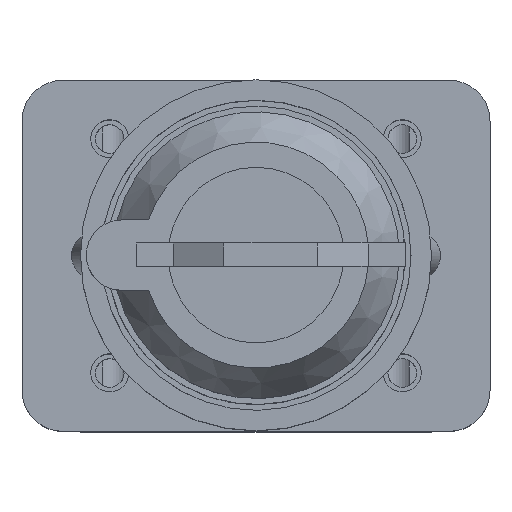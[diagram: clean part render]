
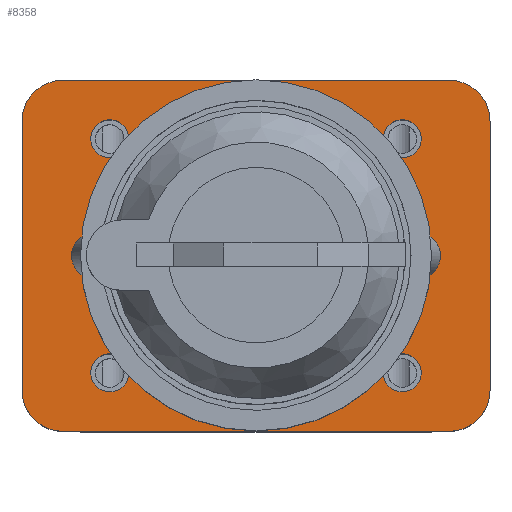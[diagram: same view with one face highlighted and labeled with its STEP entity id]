
A CAD part, top view. The second image highlights one B-rep face of the part: STEP entity #8358.
In plain terms, the highlighted planar face has unit normal (0, 0, 1).
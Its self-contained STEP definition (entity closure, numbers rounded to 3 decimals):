
#671=LINE('',#11457,#1481);
#677=LINE('',#11477,#1487);
#680=LINE('',#11485,#1490);
#682=LINE('',#11491,#1492);
#1481=VECTOR('',#9481,33.);
#1487=VECTOR('',#9501,23.);
#1490=VECTOR('',#9510,33.);
#1492=VECTOR('',#9518,23.);
#2294=PLANE('',#8870);
#2635=FACE_BOUND('',#3251,.T.);
#2636=FACE_BOUND('',#3252,.T.);
#2637=FACE_BOUND('',#3253,.T.);
#2638=FACE_BOUND('',#3254,.T.);
#2639=FACE_BOUND('',#3255,.T.);
#2640=FACE_BOUND('',#3256,.T.);
#2641=FACE_BOUND('',#3257,.T.);
#2642=FACE_BOUND('',#3258,.T.);
#2769=ELLIPSE('',#8828,2.071,2.);
#2770=ELLIPSE('',#8834,2.071,2.);
#3251=EDGE_LOOP('',(#6005));
#3252=EDGE_LOOP('',(#6006));
#3253=EDGE_LOOP('',(#6007));
#3254=EDGE_LOOP('',(#6008));
#3255=EDGE_LOOP('',(#6009));
#3256=EDGE_LOOP('',(#6010));
#3257=EDGE_LOOP('',(#6011));
#3258=EDGE_LOOP('',(#6012,#6013,#6014,#6015,#6016,#6017,#6018,#6019));
#3817=CIRCLE('',#8840,1.625);
#3819=CIRCLE('',#8843,1.625);
#3821=CIRCLE('',#8846,1.625);
#3823=CIRCLE('',#8849,1.625);
#3825=CIRCLE('',#8852,11.25);
#3826=CIRCLE('',#8854,3.5);
#3831=CIRCLE('',#8862,3.5);
#3832=CIRCLE('',#8865,3.5);
#3833=CIRCLE('',#8868,3.5);
#3988=VERTEX_POINT('',#11403);
#3991=VERTEX_POINT('',#11412);
#3994=VERTEX_POINT('',#11421);
#3996=VERTEX_POINT('',#11426);
#3998=VERTEX_POINT('',#11431);
#4000=VERTEX_POINT('',#11436);
#4002=VERTEX_POINT('',#11441);
#4003=VERTEX_POINT('',#11444);
#4004=VERTEX_POINT('',#11445);
#4008=VERTEX_POINT('',#11455);
#4014=VERTEX_POINT('',#11471);
#4015=VERTEX_POINT('',#11475);
#4016=VERTEX_POINT('',#11479);
#4017=VERTEX_POINT('',#11483);
#4018=VERTEX_POINT('',#11487);
#4774=EDGE_CURVE('',#3988,#3988,#2769,.T.);
#4777=EDGE_CURVE('',#3991,#3991,#2770,.T.);
#4780=EDGE_CURVE('',#3994,#3994,#3817,.T.);
#4782=EDGE_CURVE('',#3996,#3996,#3819,.T.);
#4784=EDGE_CURVE('',#3998,#3998,#3821,.T.);
#4786=EDGE_CURVE('',#4000,#4000,#3823,.T.);
#4788=EDGE_CURVE('',#4002,#4002,#3825,.T.);
#4789=EDGE_CURVE('',#4003,#4004,#3826,.T.);
#4795=EDGE_CURVE('',#4008,#4003,#671,.T.);
#4802=EDGE_CURVE('',#4014,#4008,#3831,.T.);
#4805=EDGE_CURVE('',#4015,#4014,#677,.T.);
#4806=EDGE_CURVE('',#4016,#4015,#3832,.T.);
#4809=EDGE_CURVE('',#4017,#4016,#680,.T.);
#4810=EDGE_CURVE('',#4018,#4017,#3833,.T.);
#4812=EDGE_CURVE('',#4004,#4018,#682,.T.);
#6005=ORIENTED_EDGE('',*,*,#4774,.T.);
#6006=ORIENTED_EDGE('',*,*,#4777,.T.);
#6007=ORIENTED_EDGE('',*,*,#4780,.T.);
#6008=ORIENTED_EDGE('',*,*,#4782,.T.);
#6009=ORIENTED_EDGE('',*,*,#4784,.T.);
#6010=ORIENTED_EDGE('',*,*,#4786,.T.);
#6011=ORIENTED_EDGE('',*,*,#4788,.T.);
#6012=ORIENTED_EDGE('',*,*,#4789,.F.);
#6013=ORIENTED_EDGE('',*,*,#4795,.F.);
#6014=ORIENTED_EDGE('',*,*,#4802,.F.);
#6015=ORIENTED_EDGE('',*,*,#4805,.F.);
#6016=ORIENTED_EDGE('',*,*,#4806,.F.);
#6017=ORIENTED_EDGE('',*,*,#4809,.F.);
#6018=ORIENTED_EDGE('',*,*,#4810,.F.);
#6019=ORIENTED_EDGE('',*,*,#4812,.F.);
#8358=ADVANCED_FACE('',(#2635,#2636,#2637,#2638,#2639,#2640,#2641,#2642),
#2294,.T.);
#8828=AXIS2_PLACEMENT_3D('',#11404,#9419,#9420);
#8834=AXIS2_PLACEMENT_3D('',#11413,#9431,#9432);
#8840=AXIS2_PLACEMENT_3D('',#11422,#9443,#9444);
#8843=AXIS2_PLACEMENT_3D('',#11427,#9449,#9450);
#8846=AXIS2_PLACEMENT_3D('',#11432,#9455,#9456);
#8849=AXIS2_PLACEMENT_3D('',#11437,#9461,#9462);
#8852=AXIS2_PLACEMENT_3D('',#11442,#9467,#9468);
#8854=AXIS2_PLACEMENT_3D('',#11446,#9471,#9472);
#8862=AXIS2_PLACEMENT_3D('',#11472,#9495,#9496);
#8865=AXIS2_PLACEMENT_3D('',#11480,#9504,#9505);
#8868=AXIS2_PLACEMENT_3D('',#11488,#9513,#9514);
#8870=AXIS2_PLACEMENT_3D('',#11492,#9519,#9520);
#9419=DIRECTION('center_axis',(0.,0.,-1.));
#9420=DIRECTION('ref_axis',(-1.,0.,0.));
#9431=DIRECTION('center_axis',(0.,0.,-1.));
#9432=DIRECTION('ref_axis',(1.,0.,0.));
#9443=DIRECTION('center_axis',(0.,0.,-1.));
#9444=DIRECTION('ref_axis',(1.,0.,0.));
#9449=DIRECTION('center_axis',(0.,0.,-1.));
#9450=DIRECTION('ref_axis',(1.,0.,0.));
#9455=DIRECTION('center_axis',(0.,0.,-1.));
#9456=DIRECTION('ref_axis',(1.,0.,0.));
#9461=DIRECTION('center_axis',(0.,0.,-1.));
#9462=DIRECTION('ref_axis',(1.,0.,0.));
#9467=DIRECTION('center_axis',(0.,0.,-1.));
#9468=DIRECTION('ref_axis',(-1.,0.,0.));
#9471=DIRECTION('center_axis',(0.,0.,-1.));
#9472=DIRECTION('ref_axis',(-0.707,-0.707,0.));
#9481=DIRECTION('',(-1.,0.,0.));
#9495=DIRECTION('center_axis',(0.,0.,-1.));
#9496=DIRECTION('ref_axis',(0.707,-0.707,0.));
#9501=DIRECTION('',(0.,-1.,0.));
#9504=DIRECTION('center_axis',(0.,0.,-1.));
#9505=DIRECTION('ref_axis',(0.707,0.707,0.));
#9510=DIRECTION('',(1.,0.,0.));
#9513=DIRECTION('center_axis',(0.,0.,-1.));
#9514=DIRECTION('ref_axis',(-0.707,0.707,0.));
#9518=DIRECTION('',(0.,1.,0.));
#9519=DIRECTION('center_axis',(0.,0.,1.));
#9520=DIRECTION('ref_axis',(1.,0.,0.));
#11403=CARTESIAN_POINT('',(-11.629,0.,11.5));
#11404=CARTESIAN_POINT('Origin',(-13.7,0.,11.5));
#11412=CARTESIAN_POINT('',(11.629,0.,11.5));
#11413=CARTESIAN_POINT('Origin',(13.7,0.,11.5));
#11421=CARTESIAN_POINT('',(14.125,-10.,11.5));
#11422=CARTESIAN_POINT('Origin',(12.5,-10.,11.5));
#11426=CARTESIAN_POINT('',(-10.875,10.,11.5));
#11427=CARTESIAN_POINT('Origin',(-12.5,10.,11.5));
#11431=CARTESIAN_POINT('',(-10.875,-10.,11.5));
#11432=CARTESIAN_POINT('Origin',(-12.5,-10.,11.5));
#11436=CARTESIAN_POINT('',(14.125,10.,11.5));
#11437=CARTESIAN_POINT('Origin',(12.5,10.,11.5));
#11441=CARTESIAN_POINT('',(11.25,0.,11.5));
#11442=CARTESIAN_POINT('Origin',(0.,0.,11.5));
#11444=CARTESIAN_POINT('',(-16.5,-15.,11.5));
#11445=CARTESIAN_POINT('',(-20.,-11.5,11.5));
#11446=CARTESIAN_POINT('Origin',(-16.5,-11.5,11.5));
#11455=CARTESIAN_POINT('',(16.5,-15.,11.5));
#11457=CARTESIAN_POINT('',(20.,-15.,11.5));
#11471=CARTESIAN_POINT('',(20.,-11.5,11.5));
#11472=CARTESIAN_POINT('Origin',(16.5,-11.5,11.5));
#11475=CARTESIAN_POINT('',(20.,11.5,11.5));
#11477=CARTESIAN_POINT('',(20.,15.,11.5));
#11479=CARTESIAN_POINT('',(16.5,15.,11.5));
#11480=CARTESIAN_POINT('Origin',(16.5,11.5,11.5));
#11483=CARTESIAN_POINT('',(-16.5,15.,11.5));
#11485=CARTESIAN_POINT('',(-20.,15.,11.5));
#11487=CARTESIAN_POINT('',(-20.,11.5,11.5));
#11488=CARTESIAN_POINT('Origin',(-16.5,11.5,11.5));
#11491=CARTESIAN_POINT('',(-20.,-15.,11.5));
#11492=CARTESIAN_POINT('Origin',(0.,0.,
11.5));
